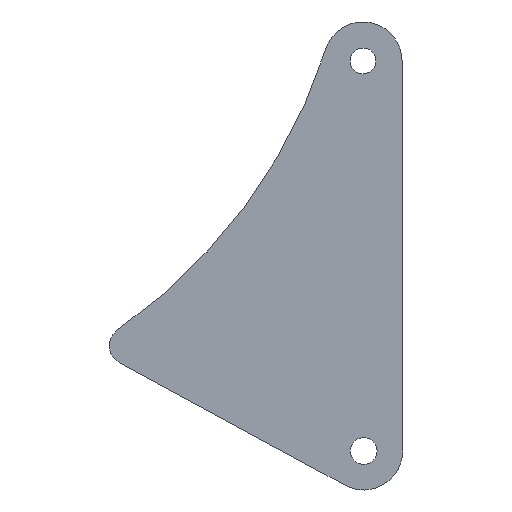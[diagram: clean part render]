
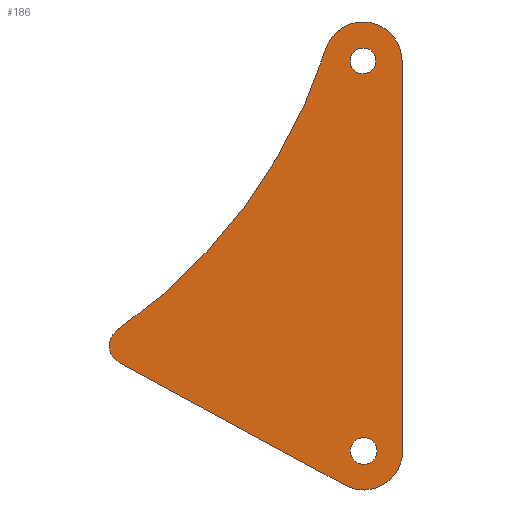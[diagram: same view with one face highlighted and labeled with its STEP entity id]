
A CAD part, front view. The second image highlights one B-rep face of the part: STEP entity #186.
In plain terms, the highlighted planar face has unit normal (0, -1, 0).
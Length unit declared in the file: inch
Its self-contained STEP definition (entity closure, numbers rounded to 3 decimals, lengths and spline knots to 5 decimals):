
#17=FACE_BOUND('',#45,.T.);
#18=FACE_BOUND('',#46,.T.);
#22=PLANE('',#230);
#32=FACE_OUTER_BOUND('',#44,.T.);
#44=EDGE_LOOP('',(#163,#164,#165,#166,#167,#168));
#45=EDGE_LOOP('',(#169));
#46=EDGE_LOOP('',(#170));
#53=LINE('',#325,#65);
#57=LINE('',#336,#69);
#65=VECTOR('',#271,0.3937);
#69=VECTOR('',#283,0.3937);
#72=CIRCLE('',#211,0.0825);
#74=CIRCLE('',#214,0.086);
#75=CIRCLE('',#216,0.25);
#77=CIRCLE('',#219,3.5);
#79=CIRCLE('',#222,0.125);
#81=CIRCLE('',#226,0.25);
#84=VERTEX_POINT('',#293);
#86=VERTEX_POINT('',#299);
#87=VERTEX_POINT('',#303);
#88=VERTEX_POINT('',#304);
#91=VERTEX_POINT('',#312);
#93=VERTEX_POINT('',#318);
#95=VERTEX_POINT('',#324);
#97=VERTEX_POINT('',#330);
#101=EDGE_CURVE('',#84,#84,#72,.T.);
#104=EDGE_CURVE('',#86,#86,#74,.T.);
#105=EDGE_CURVE('',#87,#88,#75,.T.);
#109=EDGE_CURVE('',#91,#87,#77,.T.);
#112=EDGE_CURVE('',#93,#91,#79,.T.);
#115=EDGE_CURVE('',#95,#93,#53,.T.);
#118=EDGE_CURVE('',#97,#95,#81,.T.);
#121=EDGE_CURVE('',#88,#97,#57,.T.);
#163=ORIENTED_EDGE('',*,*,#121,.F.);
#164=ORIENTED_EDGE('',*,*,#105,.F.);
#165=ORIENTED_EDGE('',*,*,#109,.F.);
#166=ORIENTED_EDGE('',*,*,#112,.F.);
#167=ORIENTED_EDGE('',*,*,#115,.F.);
#168=ORIENTED_EDGE('',*,*,#118,.F.);
#169=ORIENTED_EDGE('',*,*,#104,.F.);
#170=ORIENTED_EDGE('',*,*,#101,.F.);
#186=ADVANCED_FACE('',(#32,#17,#18),#22,.F.);
#211=AXIS2_PLACEMENT_3D('',#295,#238,#239);
#214=AXIS2_PLACEMENT_3D('',#301,#245,#246);
#216=AXIS2_PLACEMENT_3D('',#305,#249,#250);
#219=AXIS2_PLACEMENT_3D('',#313,#257,#258);
#222=AXIS2_PLACEMENT_3D('',#319,#264,#265);
#226=AXIS2_PLACEMENT_3D('',#331,#276,#277);
#230=AXIS2_PLACEMENT_3D('',#339,#287,#288);
#238=DIRECTION('center_axis',(0.,-1.,0.));
#239=DIRECTION('ref_axis',(-0.002,0.,1.));
#245=DIRECTION('center_axis',(0.,-1.,0.));
#246=DIRECTION('ref_axis',(-0.002,0.,1.));
#249=DIRECTION('center_axis',(0.,1.,0.));
#250=DIRECTION('ref_axis',(-0.952,0.,0.307));
#257=DIRECTION('center_axis',(0.,-1.,0.));
#258=DIRECTION('ref_axis',(-0.952,0.,0.307));
#264=DIRECTION('center_axis',(0.,1.,0.));
#265=DIRECTION('ref_axis',(-0.477,0.,-0.879));
#271=DIRECTION('',(-0.879,0.,0.477));
#276=DIRECTION('center_axis',(0.,1.,0.));
#277=DIRECTION('ref_axis',(1.,0.,0.002));
#283=DIRECTION('',(0.002,0.,-1.));
#287=DIRECTION('center_axis',(0.,1.,0.));
#288=DIRECTION('ref_axis',(0.,0.,1.));
#293=CARTESIAN_POINT('',(0.00013,0.,-0.0825));
#295=CARTESIAN_POINT('Origin',(0.,0.,0.));
#299=CARTESIAN_POINT('',(0.00421,0.,-2.586));
#301=CARTESIAN_POINT('Origin',(0.00407,0.,-2.5));
#303=CARTESIAN_POINT('',(-0.2379,0.,0.07684));
#304=CARTESIAN_POINT('',(0.25,0.,0.00041));
#305=CARTESIAN_POINT('Origin',(0.,0.,0.));
#312=CARTESIAN_POINT('',(-1.57227,0.,-1.72234));
#313=CARTESIAN_POINT('Origin',(-3.56848,0.,1.15258));
#318=CARTESIAN_POINT('',(-1.56062,0.,-1.93486));
#319=CARTESIAN_POINT('Origin',(-1.50097,0.,-1.82501));
#324=CARTESIAN_POINT('',(-0.11522,0.,-2.7197));
#325=CARTESIAN_POINT('',(-0.11522,0.,-2.7197));
#330=CARTESIAN_POINT('',(0.25407,0.,-2.49959));
#331=CARTESIAN_POINT('Origin',(0.00407,0.,-2.5));
#336=CARTESIAN_POINT('',(0.25,0.,0.00041));
#339=CARTESIAN_POINT('Origin',(-0.68595,0.,-1.25));
